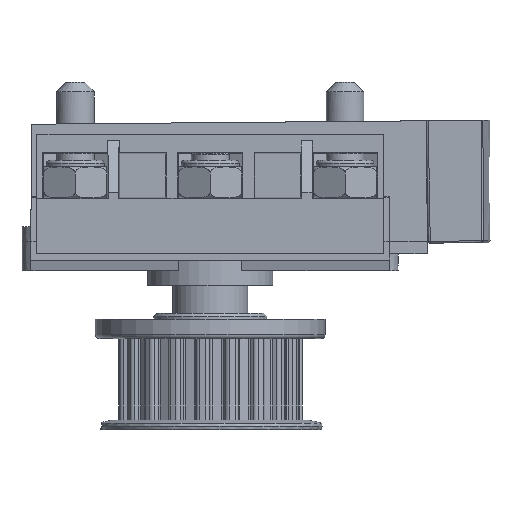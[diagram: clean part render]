
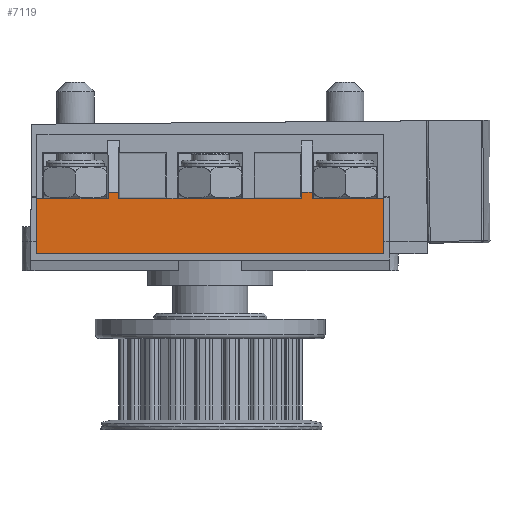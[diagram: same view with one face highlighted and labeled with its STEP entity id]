
A CAD part, left-side view. The second image highlights one B-rep face of the part: STEP entity #7119.
In plain terms, the highlighted planar face has unit normal (-1, 0, 0).
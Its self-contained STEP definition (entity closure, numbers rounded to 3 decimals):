
#574=LINE('',#12630,#1249);
#612=LINE('',#12702,#1287);
#617=LINE('',#12710,#1292);
#642=LINE('',#12789,#1317);
#643=LINE('',#12790,#1318);
#644=LINE('',#12792,#1319);
#645=LINE('',#12794,#1320);
#646=LINE('',#12795,#1321);
#647=LINE('',#12797,#1322);
#648=LINE('',#12799,#1323);
#649=LINE('',#12800,#1324);
#650=LINE('',#12801,#1325);
#1249=VECTOR('',#9538,10.);
#1287=VECTOR('',#9586,10.);
#1292=VECTOR('',#9593,10.);
#1317=VECTOR('',#9632,10.);
#1318=VECTOR('',#9633,10.);
#1319=VECTOR('',#9634,10.);
#1320=VECTOR('',#9635,10.);
#1321=VECTOR('',#9636,10.);
#1322=VECTOR('',#9637,10.);
#1323=VECTOR('',#9638,10.);
#1324=VECTOR('',#9639,10.);
#1325=VECTOR('',#9640,10.);
#1935=FACE_OUTER_BOUND('',#2337,.T.);
#2337=EDGE_LOOP('',(#6109,#6110,#6111,#6112,#6113,#6114,#6115,#6116,#6117,
#6118,#6119,#6120));
#3277=VERTEX_POINT('',#12627);
#3278=VERTEX_POINT('',#12629);
#3306=VERTEX_POINT('',#12699);
#3307=VERTEX_POINT('',#12701);
#3308=VERTEX_POINT('',#12705);
#3309=VERTEX_POINT('',#12708);
#3337=VERTEX_POINT('',#12787);
#3338=VERTEX_POINT('',#12788);
#3339=VERTEX_POINT('',#12791);
#3340=VERTEX_POINT('',#12793);
#3341=VERTEX_POINT('',#12796);
#3342=VERTEX_POINT('',#12798);
#4227=EDGE_CURVE('',#3278,#3277,#574,.T.);
#4265=EDGE_CURVE('',#3307,#3306,#612,.T.);
#4270=EDGE_CURVE('',#3308,#3309,#617,.T.);
#4303=EDGE_CURVE('',#3337,#3338,#642,.T.);
#4304=EDGE_CURVE('',#3307,#3337,#643,.F.);
#4305=EDGE_CURVE('',#3306,#3339,#644,.F.);
#4306=EDGE_CURVE('',#3339,#3340,#645,.T.);
#4307=EDGE_CURVE('',#3340,#3278,#646,.F.);
#4308=EDGE_CURVE('',#3341,#3277,#647,.T.);
#4309=EDGE_CURVE('',#3342,#3341,#648,.T.);
#4310=EDGE_CURVE('',#3308,#3342,#649,.T.);
#4311=EDGE_CURVE('',#3338,#3309,#650,.F.);
#6109=ORIENTED_EDGE('',*,*,#4303,.F.);
#6110=ORIENTED_EDGE('',*,*,#4304,.F.);
#6111=ORIENTED_EDGE('',*,*,#4265,.T.);
#6112=ORIENTED_EDGE('',*,*,#4305,.T.);
#6113=ORIENTED_EDGE('',*,*,#4306,.T.);
#6114=ORIENTED_EDGE('',*,*,#4307,.T.);
#6115=ORIENTED_EDGE('',*,*,#4227,.T.);
#6116=ORIENTED_EDGE('',*,*,#4308,.F.);
#6117=ORIENTED_EDGE('',*,*,#4309,.F.);
#6118=ORIENTED_EDGE('',*,*,#4310,.F.);
#6119=ORIENTED_EDGE('',*,*,#4270,.T.);
#6120=ORIENTED_EDGE('',*,*,#4311,.F.);
#6741=PLANE('',#7832);
#7119=ADVANCED_FACE('',(#1935),#6741,.F.);
#7832=AXIS2_PLACEMENT_3D('',#12786,#9630,#9631);
#9538=DIRECTION('',(0.,1.,0.));
#9586=DIRECTION('',(0.,1.,0.));
#9593=DIRECTION('',(0.,1.,0.));
#9630=DIRECTION('center_axis',(1.,0.,0.));
#9631=DIRECTION('ref_axis',(0.,0.,-1.));
#9632=DIRECTION('',(0.,1.,0.));
#9633=DIRECTION('',(0.,0.,1.));
#9634=DIRECTION('',(0.,0.,-1.));
#9635=DIRECTION('',(0.,1.,0.));
#9636=DIRECTION('',(0.,0.,1.));
#9637=DIRECTION('',(0.,0.,-1.));
#9638=DIRECTION('',(0.,-1.,0.));
#9639=DIRECTION('',(0.,0.,1.));
#9640=DIRECTION('',(0.,0.,-1.));
#12627=CARTESIAN_POINT('',(-14.4,14.578,-1.2));
#12629=CARTESIAN_POINT('',(-14.4,-14.578,-1.2));
#12630=CARTESIAN_POINT('',(-14.4,-13.8,-1.2));
#12699=CARTESIAN_POINT('',(-14.4,-16.249,-1.2));
#12701=CARTESIAN_POINT('',(-14.4,-27.659,-1.2));
#12702=CARTESIAN_POINT('',(-14.4,-13.8,-1.2));
#12705=CARTESIAN_POINT('',(-14.4,16.249,-1.2));
#12708=CARTESIAN_POINT('',(-14.4,27.659,-1.2));
#12710=CARTESIAN_POINT('',(-14.4,-13.8,-1.2));
#12786=CARTESIAN_POINT('Origin',(-14.4,0.,-5.092));
#12787=CARTESIAN_POINT('',(-14.4,-27.659,-10.));
#12788=CARTESIAN_POINT('',(-14.4,27.659,-10.));
#12789=CARTESIAN_POINT('',(-14.4,-27.6,-10.));
#12790=CARTESIAN_POINT('',(-14.4,-27.659,-2.638));
#12791=CARTESIAN_POINT('',(-14.4,-16.249,-0.2));
#12792=CARTESIAN_POINT('',(-14.4,-16.249,-2.996));
#12793=CARTESIAN_POINT('',(-14.4,-14.578,-0.2));
#12794=CARTESIAN_POINT('',(-14.4,-16.4,-0.2));
#12795=CARTESIAN_POINT('',(-14.4,-14.578,-2.996));
#12796=CARTESIAN_POINT('',(-14.4,14.578,-0.2));
#12797=CARTESIAN_POINT('',(-14.4,14.578,-2.996));
#12798=CARTESIAN_POINT('',(-14.4,16.249,-0.2));
#12799=CARTESIAN_POINT('',(-14.4,16.4,-0.2));
#12800=CARTESIAN_POINT('',(-14.4,16.249,-2.996));
#12801=CARTESIAN_POINT('',(-14.4,27.659,-7.546));
